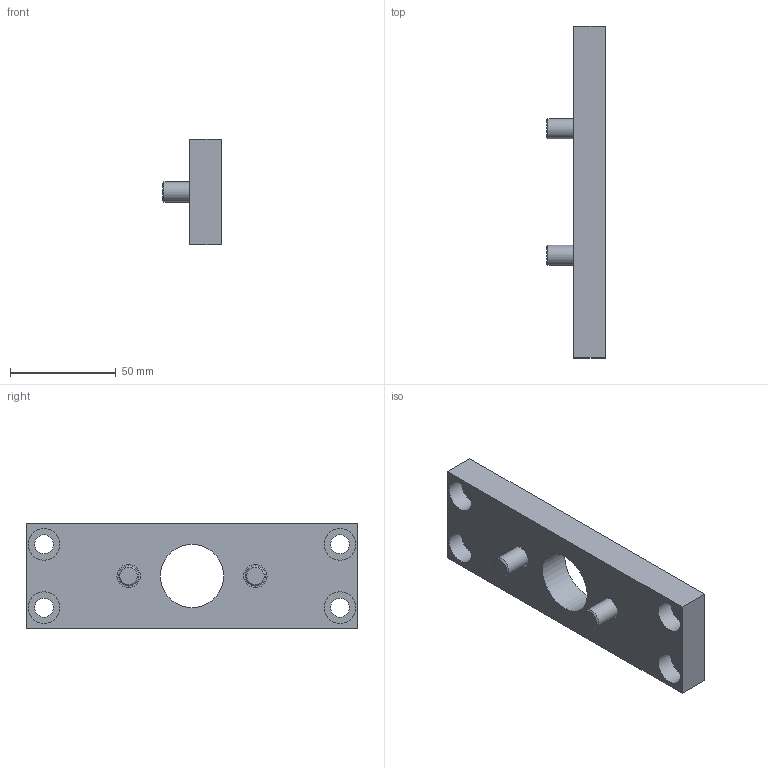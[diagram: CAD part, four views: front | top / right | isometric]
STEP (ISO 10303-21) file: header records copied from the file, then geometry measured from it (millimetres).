
FILE_DESCRIPTION(/* description */ ('STEP AP214'),/* implementation_level */ '2;1');
FILE_NAME(/* name */ '546559_FZF-2_1_2',/* time_stamp */ '2024-08-28T19:47:05+02:00',/* author */ ('License CC BY-ND 4.0'),/* organization */ ('CADENAS'),/* preprocessor_version */ 'ST-DEVELOPER v19.3',/* originating_system */ 'PARTsolutions',/* authorisation */ ' ');
FILE_SCHEMA (('AUTOMOTIVE_DESIGN {1 0 10303 214 3 1 1}'));
Length unit declared in the file: millimetre
Products named in the file (3): 546559 FZF-2-1/2---(USA); 546559 FZF-2 1/2---(USA)_p; 706997 3/8-16 UNC-2Ax11/16''
Assembly tree (1 placements, depth 2):
  546559 FZF-2-1/2---(USA)
    546559 FZF-2 1/2---(USA)_p
  706997 3/8-16 UNC-2Ax11/16''
Bounding box: 27.76 x 157 x 50 mm (x, y, z)
Volume: 98377.8 mm3; surface area: 27522.9 mm2
Topology: 3 solids, 3 shells, 53 faces, 107 edges, 70 vertices
Faces by surface type: plane 32, cylinder 17, cone 4
Full cylindrical faces by diameter (mm): 9 x4, 9.525 x2, 11 x2, 14.275 x2, 15 x4, 18 x2, 30 x1
Entity records: 1055 total; most frequent: DIRECTION 180, CARTESIAN_POINT 157, ORIENTED_EDGE 124, EDGE_LOOP 78, FACE_BOUND 78, AXIS2_PLACEMENT_3D 75, EDGE_CURVE 62, VERTEX_POINT 52
